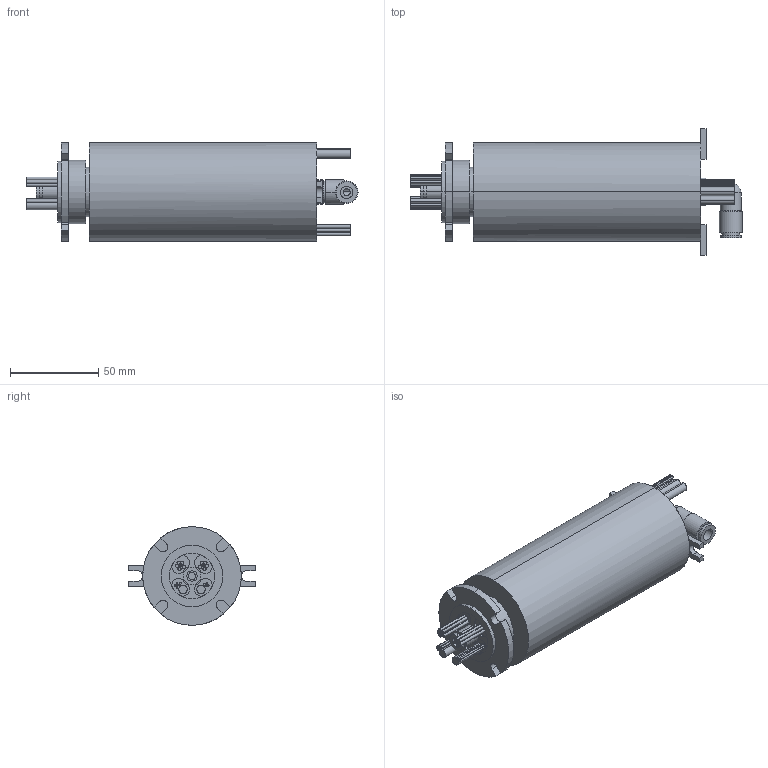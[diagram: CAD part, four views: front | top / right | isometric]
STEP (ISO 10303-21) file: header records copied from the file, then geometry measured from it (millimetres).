
FILE_DESCRIPTION (( 'STEP AP203' ), '1' );
FILE_NAME ('RAPH100-02-P1010-S26(d0064).STEP', '2020-07-29T09:45:56', ( '微软用户' ), ( '微软中国' ), 'SwSTEP 2.0', 'SolidWorks 2014', '' );
FILE_SCHEMA (( 'CONFIG_CONTROL_DESIGN' ));
Length unit declared in the file: millimetre
Products named in the file (4): RAPH100-02-P1010-S26(d0064); MAPH100-02-P1010-S26(D0065); KQ2S06-01S; KSL06-01S
Assembly tree (3 placements, depth 2):
  RAPH100-02-P1010-S26(d0064)
    MAPH100-02-P1010-S26(D0065)
    KQ2S06-01S
    KSL06-01S
Bounding box: 188.4 x 72 x 56 mm (x, y, z)
Volume: 344370.8 mm3; surface area: 46606.5 mm2
Topology: 3 solids, 3 shells, 357 faces, 817 edges, 523 vertices
Faces by surface type: cylinder 191, plane 125, cone 39, torus 2
Entity records: 10695 total; most frequent: CARTESIAN_POINT 1929, DIRECTION 1911, ORIENTED_EDGE 1618, EDGE_CURVE 809, AXIS2_PLACEMENT_3D 787, VERTEX_POINT 523, EDGE_LOOP 428, CIRCLE 424
